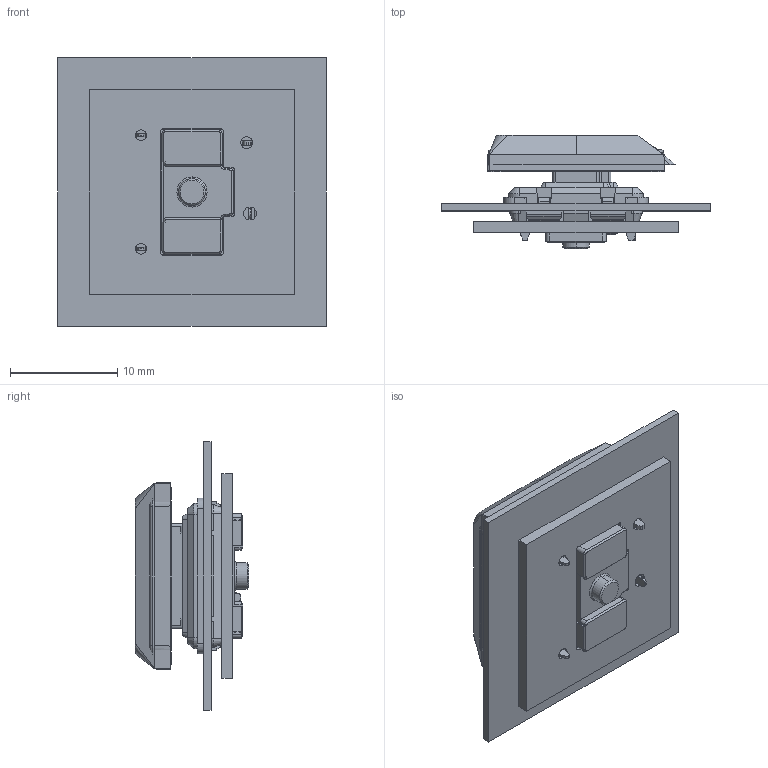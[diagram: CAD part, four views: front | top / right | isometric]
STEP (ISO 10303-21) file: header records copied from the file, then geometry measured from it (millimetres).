
FILE_DESCRIPTION((''),'2;1');
FILE_NAME('0-PG1232_ASM','2018-12-29T',('eng07'),(''),'PRO/ENGINEER BY PARAMETRIC TECHNOLOGY CORPORATION, 2014090','PRO/ENGINEER BY PARAMETRIC TECHNOLOGY CORPORATION, 2014090','');
FILE_SCHEMA(('CONFIG_CONTROL_DESIGN'));
Products named in the file (18): 1232-BASE; 1232-COVER; 1232-GUID; SPRING-2; WELD; HOUSING-20170714; 0-SPRING_ASM; SPRING-1; SPRING-4; SPRING-3; PCB; STEEL; CAP-1; SPRING-5; TER-1; CAP-20161101; CAP-1-20170821; 0-PG1232_ASM
Assembly tree (19 placements, depth 3):
  0-PG1232_ASM
    1232-BASE
    1232-COVER
    1232-GUID
    0-SPRING_ASM
      SPRING-2
      WELD
      HOUSING-20170714
    SPRING-1
    SPRING-4
    SPRING-3
    PCB
    STEEL
    CAP-1
    SPRING-5
    TER-1  x2
    WELD
    CAP-20161101
    CAP-1-20170821
Bounding box: 25 x 10.55 x 25 mm (x, y, z)
Volume: 2077.3 mm3; surface area: 5913.3 mm2
Topology: 22 solids, 22 shells, 1796 faces, 4742 edges, 2971 vertices
Faces by surface type: plane 1069, cylinder 493, bspline 71, torus 69, cone 47, sphere 43, extrusion 4
Entity records: 60765 total; most frequent: CARTESIAN_POINT 17154, ORIENTED_EDGE 9188, DIRECTION 8830, EDGE_CURVE 4594, VECTOR 3334, LINE 3330, VERTEX_POINT 2891, AXIS2_PLACEMENT_3D 2748
